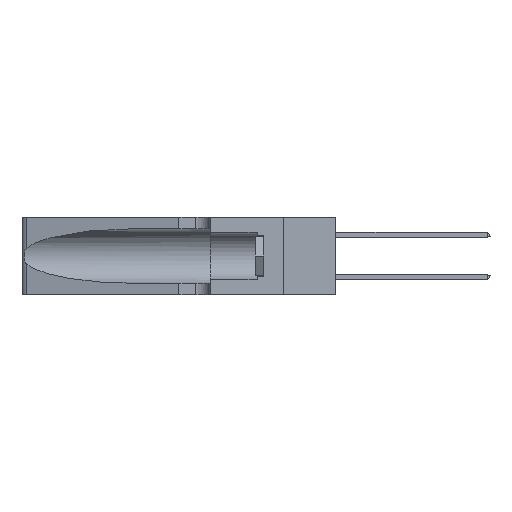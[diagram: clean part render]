
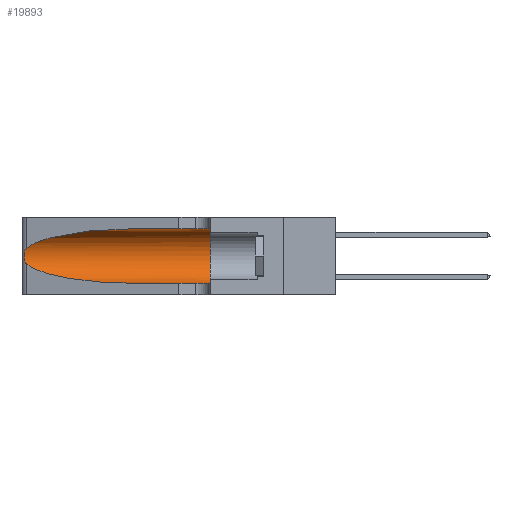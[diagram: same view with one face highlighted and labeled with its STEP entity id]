
A CAD part, left-side view. The second image highlights one B-rep face of the part: STEP entity #19893.
In plain terms, the highlighted cylindrical face has radius 3.308 mm (diameter 6.617 mm), a partial arc.
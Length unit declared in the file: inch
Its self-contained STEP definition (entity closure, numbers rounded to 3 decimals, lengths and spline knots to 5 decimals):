
#162 = CIRCLE ( 'NONE', #2072, 0.13025 ) ;
#227 = EDGE_LOOP ( 'NONE', ( #7140, #4555, #25187, #14178, #5101, #14840 ) ) ;
#712 = EDGE_CURVE ( 'NONE', #4529, #6659, #162, .T. ) ;
#715 = EDGE_CURVE ( 'NONE', #17520, #4529, #4795, .T. ) ;
#928 = CYLINDRICAL_SURFACE ( 'NONE', #28836, 0.13025 ) ;
#1078 = CARTESIAN_POINT ( 'NONE',  ( 0.1305, 0.72297, 0.05475 ) ) ;
#1096 = CARTESIAN_POINT ( 'NONE',  ( 0.25487, 1.22718, 0.22369 ) ) ;
#1201 = CARTESIAN_POINT ( 'NONE',  ( 0.26075, 1.23896, 0.178 ) ) ;
#2072 = AXIS2_PLACEMENT_3D ( 'NONE', #15013, #16306, #6605 ) ;
#2426 =( BOUNDED_CURVE ( )  B_SPLINE_CURVE ( 3, ( #4408, #29005, #22367, #6668 ),
 .UNSPECIFIED., .F., .T. ) 
 B_SPLINE_CURVE_WITH_KNOTS ( ( 4, 4 ),
 ( 1.5708, 2.84003 ),
 .UNSPECIFIED. ) 
 CURVE ( )  GEOMETRIC_REPRESENTATION_ITEM ( )  RATIONAL_B_SPLINE_CURVE ( ( 1., 0.87, 0.87, 1. ) ) 
 REPRESENTATION_ITEM ( '' )  );
#3478 = CARTESIAN_POINT ( 'NONE',  ( 0.25856, 1.23593, 0.16098 ) ) ;
#3700 = VERTEX_POINT ( 'NONE', #1078 ) ;
#4408 = CARTESIAN_POINT ( 'NONE',  ( 0.1305, 0.72297, 0.31525 ) ) ;
#4529 = VERTEX_POINT ( 'NONE', #4686 ) ;
#4555 = ORIENTED_EDGE ( 'NONE', *, *, #18862, .T. ) ;
#4674 = EDGE_CURVE ( 'NONE', #3700, #6659, #13373, .T. ) ;
#4686 = CARTESIAN_POINT ( 'NONE',  ( 0.1305, 0.35, 0.31525 ) ) ;
#4725 = B_SPLINE_CURVE_WITH_KNOTS ( 'NONE', 3,
 ( #1096, #23688, #10192, #25900, #12436, #28112, #14763, #1201, #17063, #3478, #19337, #5766, #21566, #8023 ),
 .UNSPECIFIED., .F., .F.,
 ( 4, 2, 2, 2, 2, 2, 4 ),
 ( 0., 0.00027, 0.00053, 0.00107, 0.0016, 0.00187, 0.00214 ),
 .UNSPECIFIED. ) ;
#4733 = CARTESIAN_POINT ( 'NONE',  ( 0.2373, 1.15595, 0.08982 ) ) ;
#4795 = LINE ( 'NONE', #8098, #10801 ) ;
#5101 = ORIENTED_EDGE ( 'NONE', *, *, #712, .F. ) ;
#5766 = CARTESIAN_POINT ( 'NONE',  ( 0.25639, 1.23186, 0.15144 ) ) ;
#6605 = DIRECTION ( 'NONE',  ( 0., 0., 1. ) ) ;
#6659 = VERTEX_POINT ( 'NONE', #10202 ) ;
#6668 = CARTESIAN_POINT ( 'NONE',  ( 0.25487, 1.22718, 0.22369 ) ) ;
#6984 = CARTESIAN_POINT ( 'NONE',  ( 0.1305, 0.72297, 0.05475 ) ) ;
#7140 = ORIENTED_EDGE ( 'NONE', *, *, #7921, .T. ) ;
#7921 = EDGE_CURVE ( 'NONE', #17520, #26222, #2426, .T. ) ;
#8023 = CARTESIAN_POINT ( 'NONE',  ( 0.25487, 1.22718, 0.14631 ) ) ;
#8098 = CARTESIAN_POINT ( 'NONE',  ( 0.1305, 1.61858, 0.31525 ) ) ;
#9868 = DIRECTION ( 'NONE',  ( 0., 0., -1. ) ) ;
#10085 = EDGE_CURVE ( 'NONE', #19665, #3700, #22162, .T. ) ;
#10192 = CARTESIAN_POINT ( 'NONE',  ( 0.25639, 1.23184, 0.21858 ) ) ;
#10202 = CARTESIAN_POINT ( 'NONE',  ( 0.1305, 0.35, 0.05475 ) ) ;
#10623 = DIRECTION ( 'NONE',  ( 0., -1., 0. ) ) ;
#10801 = VECTOR ( 'NONE', #10623, 39.37008 ) ;
#12436 = CARTESIAN_POINT ( 'NONE',  ( 0.25854, 1.2359, 0.20912 ) ) ;
#13373 = LINE ( 'NONE', #16440, #25340 ) ;
#14178 = ORIENTED_EDGE ( 'NONE', *, *, #4674, .T. ) ;
#14763 = CARTESIAN_POINT ( 'NONE',  ( 0.26075, 1.23896, 0.19203 ) ) ;
#14840 = ORIENTED_EDGE ( 'NONE', *, *, #715, .F. ) ;
#15013 = CARTESIAN_POINT ( 'NONE',  ( 0.1305, 0.35, 0.185 ) ) ;
#15923 = CARTESIAN_POINT ( 'NONE',  ( 0.25487, 1.22718, 0.14631 ) ) ;
#16306 = DIRECTION ( 'NONE',  ( 0., 1., 0. ) ) ;
#16440 = CARTESIAN_POINT ( 'NONE',  ( 0.1305, 1.61858, 0.05475 ) ) ;
#16700 = CARTESIAN_POINT ( 'NONE',  ( 0.1305, 0.72297, 0.31525 ) ) ;
#17063 = CARTESIAN_POINT ( 'NONE',  ( 0.26017, 1.23833, 0.17102 ) ) ;
#17520 = VERTEX_POINT ( 'NONE', #16700 ) ;
#18311 = CARTESIAN_POINT ( 'NONE',  ( 0.25487, 1.22718, 0.14631 ) ) ;
#18753 = DIRECTION ( 'NONE',  ( 0., -1., 0. ) ) ;
#18862 = EDGE_CURVE ( 'NONE', #26222, #19665, #4725, .T. ) ;
#18915 = CARTESIAN_POINT ( 'NONE',  ( 0.1305, 1.61858, 0.185 ) ) ;
#19030 = FACE_OUTER_BOUND ( 'NONE', #227, .T. ) ;
#19337 = CARTESIAN_POINT ( 'NONE',  ( 0.25789, 1.23486, 0.15765 ) ) ;
#19665 = VERTEX_POINT ( 'NONE', #15923 ) ;
#19893 = ADVANCED_FACE ( 'NONE', ( #19030 ), #928, .F. ) ;
#20552 = CARTESIAN_POINT ( 'NONE',  ( 0.18966, 0.96281, 0.05475 ) ) ;
#21566 = CARTESIAN_POINT ( 'NONE',  ( 0.25555, 1.22993, 0.14849 ) ) ;
#22162 =( BOUNDED_CURVE ( )  B_SPLINE_CURVE ( 3, ( #18311, #4733, #20552, #6984 ),
 .UNSPECIFIED., .F., .F. ) 
 B_SPLINE_CURVE_WITH_KNOTS ( ( 4, 4 ),
 ( 3.44316, 4.71239 ),
 .UNSPECIFIED. ) 
 CURVE ( )  GEOMETRIC_REPRESENTATION_ITEM ( )  RATIONAL_B_SPLINE_CURVE ( ( 1., 0.87, 0.87, 1. ) ) 
 REPRESENTATION_ITEM ( '' )  );
#22367 = CARTESIAN_POINT ( 'NONE',  ( 0.2373, 1.15595, 0.28018 ) ) ;
#23688 = CARTESIAN_POINT ( 'NONE',  ( 0.25555, 1.22994, 0.2215 ) ) ;
#25187 = ORIENTED_EDGE ( 'NONE', *, *, #10085, .T. ) ;
#25340 = VECTOR ( 'NONE', #18753, 39.37008 ) ;
#25900 = CARTESIAN_POINT ( 'NONE',  ( 0.25787, 1.23484, 0.2124 ) ) ;
#26222 = VERTEX_POINT ( 'NONE', #28625 ) ;
#27782 = DIRECTION ( 'NONE',  ( 0., -1., 0. ) ) ;
#28112 = CARTESIAN_POINT ( 'NONE',  ( 0.26018, 1.23835, 0.19895 ) ) ;
#28625 = CARTESIAN_POINT ( 'NONE',  ( 0.25487, 1.22718, 0.22369 ) ) ;
#28836 = AXIS2_PLACEMENT_3D ( 'NONE', #18915, #27782, #9868 ) ;
#29005 = CARTESIAN_POINT ( 'NONE',  ( 0.18966, 0.96281, 0.31525 ) ) ;
